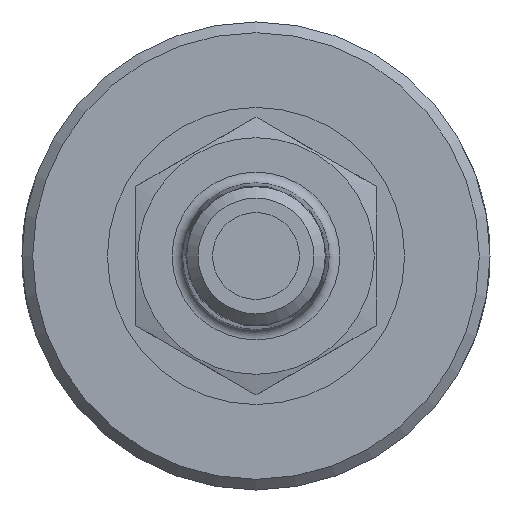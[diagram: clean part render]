
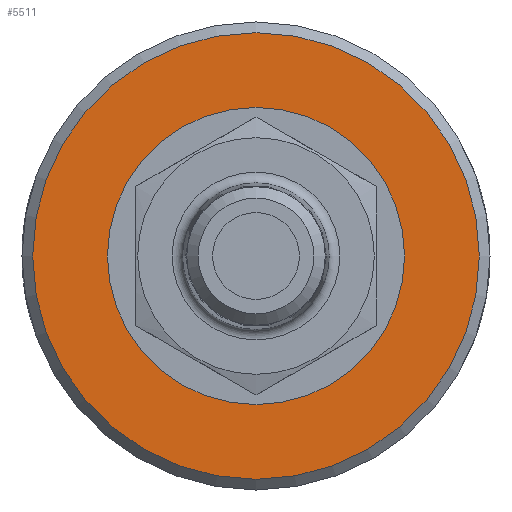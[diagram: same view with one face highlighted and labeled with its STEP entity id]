
A CAD part, left-side view. The second image highlights one B-rep face of the part: STEP entity #5511.
In plain terms, the highlighted planar face has unit normal (-1, 0, 0).
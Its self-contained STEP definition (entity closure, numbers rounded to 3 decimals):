
#70=FACE_BOUND('',#1312,.T.);
#670=PLANE('',#5916);
#969=FACE_OUTER_BOUND('',#1311,.T.);
#1311=EDGE_LOOP('',(#5056));
#1312=EDGE_LOOP('',(#5057));
#1517=CIRCLE('',#5915,33.4);
#1518=CIRCLE('',#5917,22.225);
#2697=VERTEX_POINT('',#40377);
#2698=VERTEX_POINT('',#40381);
#3496=EDGE_CURVE('',#2697,#2697,#1517,.T.);
#3497=EDGE_CURVE('',#2698,#2698,#1518,.T.);
#5056=ORIENTED_EDGE('',*,*,#3496,.F.);
#5057=ORIENTED_EDGE('',*,*,#3497,.T.);
#5511=ADVANCED_FACE('',(#969,#70),#670,.T.);
#5915=AXIS2_PLACEMENT_3D('',#40379,#6994,#6995);
#5916=AXIS2_PLACEMENT_3D('',#40380,#6996,#6997);
#5917=AXIS2_PLACEMENT_3D('',#40382,#6998,#6999);
#6994=DIRECTION('center_axis',(1.,0.,0.));
#6995=DIRECTION('ref_axis',(0.,-1.,0.));
#6996=DIRECTION('center_axis',(-1.,0.,0.));
#6997=DIRECTION('ref_axis',(0.,0.,1.));
#6998=DIRECTION('center_axis',(1.,0.,0.));
#6999=DIRECTION('ref_axis',(0.,0.,1.));
#40377=CARTESIAN_POINT('',(0.,33.4,0.));
#40379=CARTESIAN_POINT('Origin',(0.,0.,0.));
#40380=CARTESIAN_POINT('Origin',(0.,24.188,0.));
#40381=CARTESIAN_POINT('',(0.,0.,-22.225));
#40382=CARTESIAN_POINT('Origin',(0.,0.,0.));
